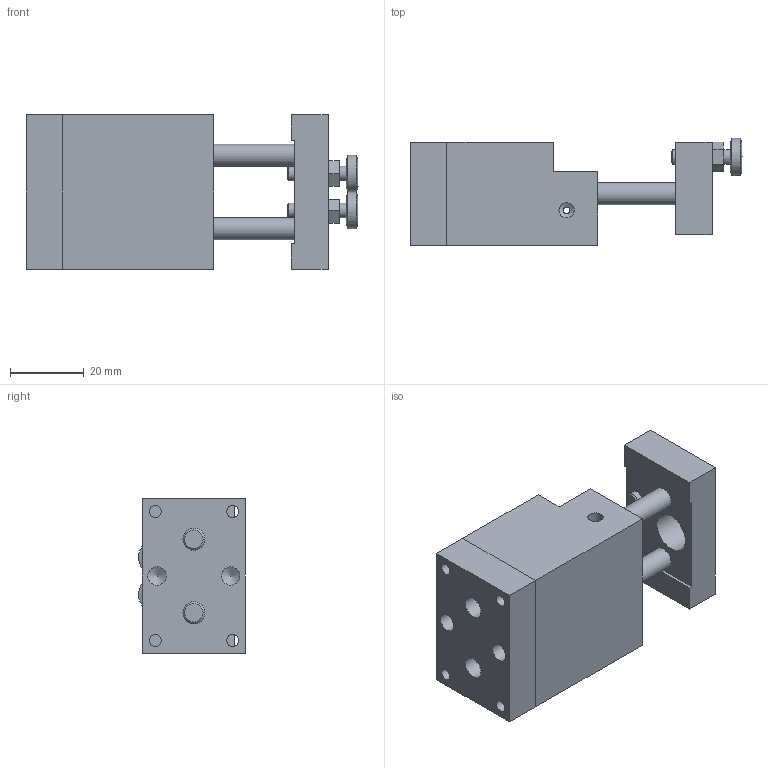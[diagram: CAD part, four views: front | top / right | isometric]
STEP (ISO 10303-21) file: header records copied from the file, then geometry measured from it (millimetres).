
FILE_DESCRIPTION((''),'2;1');
FILE_NAME('MSR-Z2.stp','2012-11-23T09:00:21',('hartung_david'),(''),'Autodesk Inventor 2012','Autodesk Inventor 2012','');
FILE_SCHEMA(('AUTOMOTIVE_DESIGN { 1 0 10303 214 1 1 1 1 }'));
Products named in the file (4): MSR-Z2; MSR-Z2-030; MSR-Z2-020; MSR-Z2-010
Assembly tree (3 placements, depth 2):
  MSR-Z2
    MSR-Z2-030
    MSR-Z2-020
    MSR-Z2-010
Bounding box: 90.1 x 29.03 x 42 mm (x, y, z)
Volume: 62367.6 mm3; surface area: 23725.8 mm2
Topology: 3 solids, 3 shells, 146 faces, 335 edges, 211 vertices
Faces by surface type: plane 66, cone 42, cylinder 38
Full cylindrical faces by diameter (mm): 1.8 x1, 2.459 x4, 3.2 x8, 4 x4, 4.134 x2, 5 x4, 5.8 x2, 6 x10, 10.917 x1
Entity records: 4018 total; most frequent: CARTESIAN_POINT 727, DIRECTION 632, ORIENTED_EDGE 536, EDGE_CURVE 268, AXIS2_PLACEMENT_3D 263, EDGE_LOOP 250, VERTEX_POINT 198, FACE_OUTER_BOUND 146
